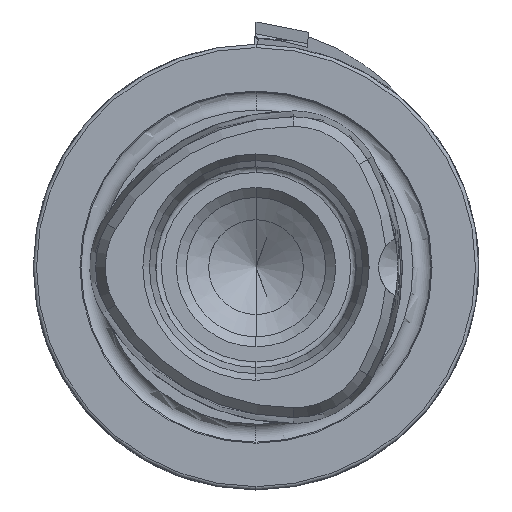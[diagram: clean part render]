
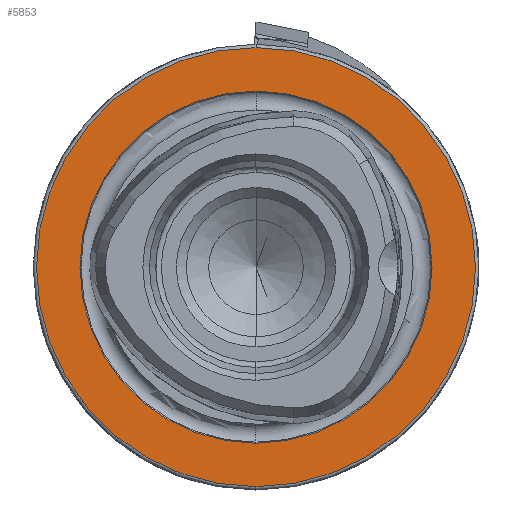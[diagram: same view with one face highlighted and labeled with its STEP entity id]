
A CAD part, left-side view. The second image highlights one B-rep face of the part: STEP entity #5853.
In plain terms, the highlighted planar face has unit normal (-1, 0, 0).
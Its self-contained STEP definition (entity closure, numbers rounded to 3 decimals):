
#557 = EDGE_CURVE ( 'NONE', #6351, #1388, #3766, .T. ) ;
#598 = DIRECTION ( 'NONE',  ( 1., 0., 0. ) ) ;
#690 = EDGE_LOOP ( 'NONE', ( #1237, #4176 ) ) ;
#1237 = ORIENTED_EDGE ( 'NONE', *, *, #557, .T. ) ;
#1388 = VERTEX_POINT ( 'NONE', #5985 ) ;
#1469 = CARTESIAN_POINT ( 'NONE',  ( 0., 0., 0. ) ) ;
#1803 = ORIENTED_EDGE ( 'NONE', *, *, #9540, .F. ) ;
#2609 = CARTESIAN_POINT ( 'NONE',  ( 0., 0., 15.8 ) ) ;
#2637 = DIRECTION ( 'NONE',  ( 0., 0., 1. ) ) ;
#2674 = CARTESIAN_POINT ( 'NONE',  ( 0., 0., 0. ) ) ;
#2925 = DIRECTION ( 'NONE',  ( 0., 0., -1. ) ) ;
#3040 = DIRECTION ( 'NONE',  ( -1., 0., 0. ) ) ;
#3184 = FACE_OUTER_BOUND ( 'NONE', #690, .T. ) ;
#3463 = AXIS2_PLACEMENT_3D ( 'NONE', #4473, #4442, #4540 ) ;
#3680 = CARTESIAN_POINT ( 'NONE',  ( 0., 0., -15.8 ) ) ;
#3686 = AXIS2_PLACEMENT_3D ( 'NONE', #7650, #8398, #7750 ) ;
#3726 = PLANE ( 'NONE',  #8538 ) ;
#3766 = CIRCLE ( 'NONE', #5614, 19.7 ) ;
#4176 = ORIENTED_EDGE ( 'NONE', *, *, #4803, .T. ) ;
#4224 = CIRCLE ( 'NONE', #3686, 15.8 ) ;
#4442 = DIRECTION ( 'NONE',  ( -1., 0., 0. ) ) ;
#4473 = CARTESIAN_POINT ( 'NONE',  ( 0., 0., 0. ) ) ;
#4540 = DIRECTION ( 'NONE',  ( 0., 0., 1. ) ) ;
#4795 = VERTEX_POINT ( 'NONE', #3680 ) ;
#4803 = EDGE_CURVE ( 'NONE', #1388, #6351, #8822, .T. ) ;
#5081 = VERTEX_POINT ( 'NONE', #2609 ) ;
#5614 = AXIS2_PLACEMENT_3D ( 'NONE', #1469, #3040, #7601 ) ;
#5853 = ADVANCED_FACE ( 'NONE', ( #9302, #3184 ), #3726, .F. ) ;
#5963 = EDGE_CURVE ( 'NONE', #5081, #4795, #4224, .T. ) ;
#5970 = CARTESIAN_POINT ( 'NONE',  ( 0., 0., 19.7 ) ) ;
#5985 = CARTESIAN_POINT ( 'NONE',  ( 0., 0., -19.7 ) ) ;
#6351 = VERTEX_POINT ( 'NONE', #5970 ) ;
#7232 = DIRECTION ( 'NONE',  ( -1., 0., 0. ) ) ;
#7308 = AXIS2_PLACEMENT_3D ( 'NONE', #2674, #7232, #2637 ) ;
#7601 = DIRECTION ( 'NONE',  ( 0., 0., 1. ) ) ;
#7650 = CARTESIAN_POINT ( 'NONE',  ( 0., 0., 0. ) ) ;
#7750 = DIRECTION ( 'NONE',  ( 0., 0., 1. ) ) ;
#8232 = CIRCLE ( 'NONE', #7308, 15.8 ) ;
#8398 = DIRECTION ( 'NONE',  ( -1., 0., 0. ) ) ;
#8538 = AXIS2_PLACEMENT_3D ( 'NONE', #9823, #598, #2925 ) ;
#8822 = CIRCLE ( 'NONE', #3463, 19.7 ) ;
#8889 = ORIENTED_EDGE ( 'NONE', *, *, #5963, .F. ) ;
#9109 = EDGE_LOOP ( 'NONE', ( #8889, #1803 ) ) ;
#9302 = FACE_BOUND ( 'NONE', #9109, .T. ) ;
#9540 = EDGE_CURVE ( 'NONE', #4795, #5081, #8232, .T. ) ;
#9823 = CARTESIAN_POINT ( 'NONE',  ( 0., 15.8, 0. ) ) ;
